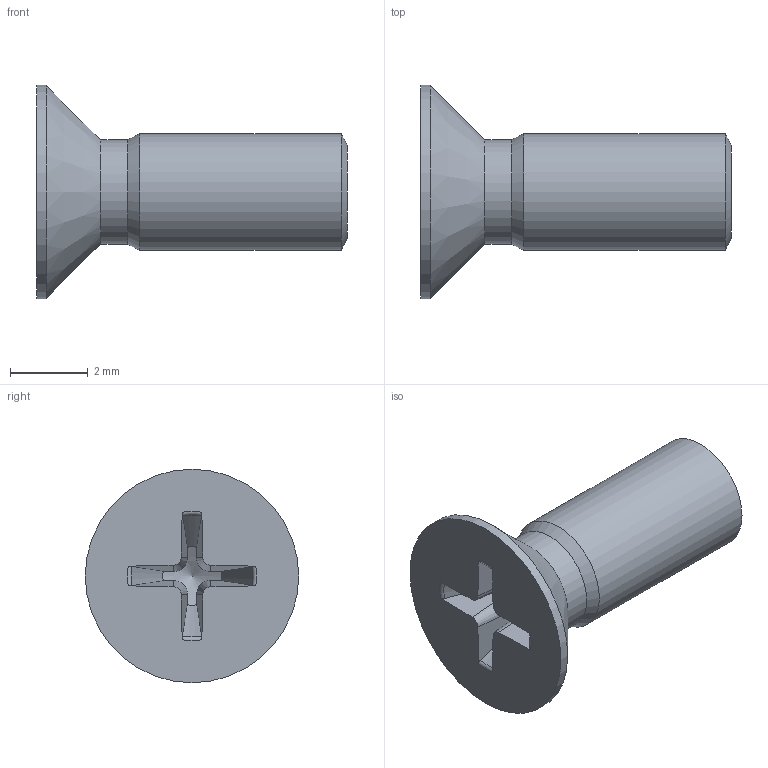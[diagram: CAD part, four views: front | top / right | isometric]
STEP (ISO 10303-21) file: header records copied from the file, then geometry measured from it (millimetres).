
FILE_DESCRIPTION(/* description */ ('Винты потайной головкой (головка общего типа) и крестообразным шлицем типа H'),/* implementation_level */ '2;1');
FILE_NAME(/* name */ 'ISO 7046-1 - M3 x 8_ - 4.8 - H - ISO.stp',/* time_stamp */ '2025-02-10T20:43:44+03:00',/* author */ ('User'),/* organization */ (''),/* preprocessor_version */ 'ST-DEVELOPER v18.1',/* originating_system */ 'Autodesk Inventor 2022',/* authorisation */ '');
FILE_SCHEMA (('AUTOMOTIVE_DESIGN { 1 0 10303 214 3 1 1 }'));
Length unit declared in the file: millimetre
Products named in the file (1): ISO 7046-1 - M3 x 8 - 4.8 - H
Bounding box: 8 x 5.5 x 5.5 mm (x, y, z)
Volume: 65.3 mm3; surface area: 132.2 mm2
Topology: 1 solids, 1 shells, 29 faces, 77 edges, 50 vertices
Faces by surface type: cone 12, plane 10, torus 4, cylinder 3
Full cylindrical faces by diameter (mm): 2.693 x1, 3 x1, 5.5 x1
Entity records: 1016 total; most frequent: CARTESIAN_POINT 280, ORIENTED_EDGE 152, DIRECTION 141, EDGE_CURVE 76, AXIS2_PLACEMENT_3D 55, VERTEX_POINT 50, LINE 31, VECTOR 31
